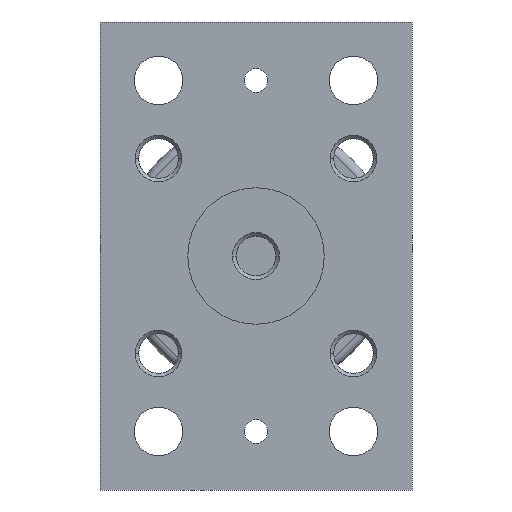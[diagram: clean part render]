
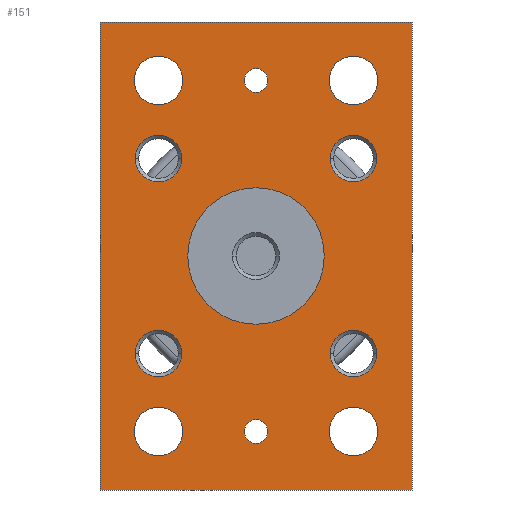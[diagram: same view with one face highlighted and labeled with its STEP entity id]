
A CAD part, left-side view. The second image highlights one B-rep face of the part: STEP entity #151.
In plain terms, the highlighted planar face has unit normal (-1, 0, 0).
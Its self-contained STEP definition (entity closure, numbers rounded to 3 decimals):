
#151=ADVANCED_FACE('',(#359,#360,#361,#362,#363,#364,#365,#366,#367,#368,#369,#370),#371,.F.);
#359=FACE_BOUND('',#591,.T.);
#360=FACE_BOUND('',#592,.T.);
#361=FACE_BOUND('',#593,.T.);
#362=FACE_BOUND('',#594,.T.);
#363=FACE_BOUND('',#595,.T.);
#364=FACE_BOUND('',#596,.T.);
#365=FACE_BOUND('',#597,.T.);
#366=FACE_BOUND('',#598,.T.);
#367=FACE_BOUND('',#599,.T.);
#368=FACE_BOUND('',#600,.T.);
#369=FACE_BOUND('',#601,.T.);
#370=FACE_OUTER_BOUND('',#602,.T.);
#371=PLANE('',#603);
#591=EDGE_LOOP('',(#1350,#1351));
#592=EDGE_LOOP('',(#1352,#1353));
#593=EDGE_LOOP('',(#1354,#1355));
#594=EDGE_LOOP('',(#1356,#1357));
#595=EDGE_LOOP('',(#1358,#1359));
#596=EDGE_LOOP('',(#1360,#1361));
#597=EDGE_LOOP('',(#1362,#1363));
#598=EDGE_LOOP('',(#1364,#1365));
#599=EDGE_LOOP('',(#1366,#1367));
#600=EDGE_LOOP('',(#1368,#1369));
#601=EDGE_LOOP('',(#1370,#1371));
#602=EDGE_LOOP('',(#1372,#1373,#1374,#1375));
#603=AXIS2_PLACEMENT_3D('',#1376,#1377,#1378);
#1350=ORIENTED_EDGE('',*,*,#1621,.T.);
#1351=ORIENTED_EDGE('',*,*,#1620,.T.);
#1352=ORIENTED_EDGE('',*,*,#1616,.T.);
#1353=ORIENTED_EDGE('',*,*,#1623,.T.);
#1354=ORIENTED_EDGE('',*,*,#1606,.T.);
#1355=ORIENTED_EDGE('',*,*,#1627,.T.);
#1356=ORIENTED_EDGE('',*,*,#1596,.T.);
#1357=ORIENTED_EDGE('',*,*,#1631,.T.);
#1358=ORIENTED_EDGE('',*,*,#1586,.T.);
#1359=ORIENTED_EDGE('',*,*,#1635,.T.);
#1360=ORIENTED_EDGE('',*,*,#1639,.T.);
#1361=ORIENTED_EDGE('',*,*,#1576,.T.);
#1362=ORIENTED_EDGE('',*,*,#1641,.T.);
#1363=ORIENTED_EDGE('',*,*,#1572,.T.);
#1364=ORIENTED_EDGE('',*,*,#1643,.T.);
#1365=ORIENTED_EDGE('',*,*,#1568,.T.);
#1366=ORIENTED_EDGE('',*,*,#1645,.T.);
#1367=ORIENTED_EDGE('',*,*,#1564,.T.);
#1368=ORIENTED_EDGE('',*,*,#1647,.T.);
#1369=ORIENTED_EDGE('',*,*,#1560,.T.);
#1370=ORIENTED_EDGE('',*,*,#1649,.T.);
#1371=ORIENTED_EDGE('',*,*,#1556,.T.);
#1372=ORIENTED_EDGE('',*,*,#1661,.T.);
#1373=ORIENTED_EDGE('',*,*,#1657,.F.);
#1374=ORIENTED_EDGE('',*,*,#1659,.F.);
#1375=ORIENTED_EDGE('',*,*,#1653,.F.);
#1376=CARTESIAN_POINT('',(0.0,0.0,0.0));
#1377=DIRECTION('',(1.0,0.0,0.0));
#1378=DIRECTION('',(0.0,0.0,-1.0));
#1556=EDGE_CURVE('',#1892,#1896,#1898,.T.);
#1560=EDGE_CURVE('',#1900,#1904,#1906,.T.);
#1564=EDGE_CURVE('',#1908,#1912,#1914,.T.);
#1568=EDGE_CURVE('',#1916,#1920,#1922,.T.);
#1572=EDGE_CURVE('',#1924,#1928,#1930,.T.);
#1576=EDGE_CURVE('',#1932,#1936,#1938,.T.);
#1586=EDGE_CURVE('',#1952,#1954,#1956,.T.);
#1596=EDGE_CURVE('',#1970,#1972,#1974,.T.);
#1606=EDGE_CURVE('',#1988,#1990,#1992,.T.);
#1616=EDGE_CURVE('',#2006,#2008,#2010,.T.);
#1620=EDGE_CURVE('',#2012,#2016,#2018,.T.);
#1621=EDGE_CURVE('',#2016,#2012,#2019,.T.);
#1623=EDGE_CURVE('',#2008,#2006,#2021,.T.);
#1627=EDGE_CURVE('',#1990,#1988,#2025,.T.);
#1631=EDGE_CURVE('',#1972,#1970,#2029,.T.);
#1635=EDGE_CURVE('',#1954,#1952,#2033,.T.);
#1639=EDGE_CURVE('',#1936,#1932,#2037,.T.);
#1641=EDGE_CURVE('',#1928,#1924,#2039,.T.);
#1643=EDGE_CURVE('',#1920,#1916,#2041,.T.);
#1645=EDGE_CURVE('',#1912,#1908,#2043,.T.);
#1647=EDGE_CURVE('',#1904,#1900,#2045,.T.);
#1649=EDGE_CURVE('',#1896,#1892,#2047,.T.);
#1653=EDGE_CURVE('',#2052,#2054,#2055,.T.);
#1657=EDGE_CURVE('',#2060,#2062,#2063,.T.);
#1659=EDGE_CURVE('',#2054,#2060,#2065,.T.);
#1661=EDGE_CURVE('',#2052,#2062,#2067,.T.);
#1892=VERTEX_POINT('',#2348);
#1896=VERTEX_POINT('',#2353);
#1898=CIRCLE('',#2356,6.25);
#1900=VERTEX_POINT('',#2358);
#1904=VERTEX_POINT('',#2363);
#1906=CIRCLE('',#2366,6.25);
#1908=VERTEX_POINT('',#2368);
#1912=VERTEX_POINT('',#2373);
#1914=CIRCLE('',#2376,6.25);
#1916=VERTEX_POINT('',#2378);
#1920=VERTEX_POINT('',#2383);
#1922=CIRCLE('',#2386,6.25);
#1924=VERTEX_POINT('',#2388);
#1928=VERTEX_POINT('',#2393);
#1930=CIRCLE('',#2396,3.0);
#1932=VERTEX_POINT('',#2398);
#1936=VERTEX_POINT('',#2403);
#1938=CIRCLE('',#2406,3.0);
#1952=VERTEX_POINT('',#2424);
#1954=VERTEX_POINT('',#2427);
#1956=CIRCLE('',#2430,6.0);
#1970=VERTEX_POINT('',#2448);
#1972=VERTEX_POINT('',#2451);
#1974=CIRCLE('',#2454,6.0);
#1988=VERTEX_POINT('',#2472);
#1990=VERTEX_POINT('',#2475);
#1992=CIRCLE('',#2478,6.0);
#2006=VERTEX_POINT('',#2496);
#2008=VERTEX_POINT('',#2499);
#2010=CIRCLE('',#2502,6.0);
#2012=VERTEX_POINT('',#2504);
#2016=VERTEX_POINT('',#2509);
#2018=CIRCLE('',#2512,17.5);
#2019=CIRCLE('',#2513,17.5);
#2021=CIRCLE('',#2515,6.0);
#2025=CIRCLE('',#2519,6.0);
#2029=CIRCLE('',#2523,6.0);
#2033=CIRCLE('',#2527,6.0);
#2037=CIRCLE('',#2531,3.0);
#2039=CIRCLE('',#2533,3.0);
#2041=CIRCLE('',#2535,6.25);
#2043=CIRCLE('',#2537,6.25);
#2045=CIRCLE('',#2539,6.25);
#2047=CIRCLE('',#2541,6.25);
#2052=VERTEX_POINT('',#2547);
#2054=VERTEX_POINT('',#2550);
#2055=LINE('',#2551,#2552);
#2060=VERTEX_POINT('',#2559);
#2062=VERTEX_POINT('',#2562);
#2063=LINE('',#2563,#2564);
#2065=LINE('',#2567,#2568);
#2067=LINE('',#2571,#2572);
#2348=CARTESIAN_POINT('',(0.0,-25.0,-51.25));
#2353=CARTESIAN_POINT('',(0.0,-25.0,-38.75));
#2356=AXIS2_PLACEMENT_3D('',#2894,#2895,#2896);
#2358=CARTESIAN_POINT('',(0.0,-25.0,38.75));
#2363=CARTESIAN_POINT('',(0.0,-25.0,51.25));
#2366=AXIS2_PLACEMENT_3D('',#2902,#2903,#2904);
#2368=CARTESIAN_POINT('',(0.0,25.0,-51.25));
#2373=CARTESIAN_POINT('',(0.0,25.0,-38.75));
#2376=AXIS2_PLACEMENT_3D('',#2910,#2911,#2912);
#2378=CARTESIAN_POINT('',(0.0,25.0,38.75));
#2383=CARTESIAN_POINT('',(0.0,25.0,51.25));
#2386=AXIS2_PLACEMENT_3D('',#2918,#2919,#2920);
#2388=CARTESIAN_POINT('',(0.0,0.,-48.0));
#2393=CARTESIAN_POINT('',(0.0,0.0,-42.0));
#2396=AXIS2_PLACEMENT_3D('',#2926,#2927,#2928);
#2398=CARTESIAN_POINT('',(0.0,0.,42.0));
#2403=CARTESIAN_POINT('',(0.0,0.0,48.0));
#2406=AXIS2_PLACEMENT_3D('',#2934,#2935,#2936);
#2424=CARTESIAN_POINT('',(0.,-19.0,-25.0));
#2427=CARTESIAN_POINT('',(0.0,-31.0,-25.0));
#2430=AXIS2_PLACEMENT_3D('',#2952,#2953,#2954);
#2448=CARTESIAN_POINT('',(0.,-19.0,25.0));
#2451=CARTESIAN_POINT('',(0.0,-31.0,25.0));
#2454=AXIS2_PLACEMENT_3D('',#2970,#2971,#2972);
#2472=CARTESIAN_POINT('',(0.,31.0,-25.0));
#2475=CARTESIAN_POINT('',(0.0,19.0,-25.0));
#2478=AXIS2_PLACEMENT_3D('',#2988,#2989,#2990);
#2496=CARTESIAN_POINT('',(0.,31.0,25.0));
#2499=CARTESIAN_POINT('',(0.0,19.0,25.0));
#2502=AXIS2_PLACEMENT_3D('',#3006,#3007,#3008);
#2504=CARTESIAN_POINT('',(0.0,0.,-17.5));
#2509=CARTESIAN_POINT('',(0.0,0.0,17.5));
#2512=AXIS2_PLACEMENT_3D('',#3014,#3015,#3016);
#2513=AXIS2_PLACEMENT_3D('',#3017,#3018,#3019);
#2515=AXIS2_PLACEMENT_3D('',#3023,#3024,#3025);
#2519=AXIS2_PLACEMENT_3D('',#3035,#3036,#3037);
#2523=AXIS2_PLACEMENT_3D('',#3047,#3048,#3049);
#2527=AXIS2_PLACEMENT_3D('',#3059,#3060,#3061);
#2531=AXIS2_PLACEMENT_3D('',#3071,#3072,#3073);
#2533=AXIS2_PLACEMENT_3D('',#3077,#3078,#3079);
#2535=AXIS2_PLACEMENT_3D('',#3083,#3084,#3085);
#2537=AXIS2_PLACEMENT_3D('',#3089,#3090,#3091);
#2539=AXIS2_PLACEMENT_3D('',#3095,#3096,#3097);
#2541=AXIS2_PLACEMENT_3D('',#3101,#3102,#3103);
#2547=CARTESIAN_POINT('',(0.0,40.0,60.0));
#2550=CARTESIAN_POINT('',(0.0,-40.0,60.0));
#2551=CARTESIAN_POINT('',(0.0,0.0,60.0));
#2552=VECTOR('',#3109,1.0);
#2559=CARTESIAN_POINT('',(0.0,-40.0,-60.0));
#2562=CARTESIAN_POINT('',(0.0,40.0,-60.0));
#2563=CARTESIAN_POINT('',(0.0,0.0,-60.0));
#2564=VECTOR('',#3113,1.0);
#2567=CARTESIAN_POINT('',(0.0,-40.0,0.0));
#2568=VECTOR('',#3115,1.0);
#2571=CARTESIAN_POINT('',(0.0,40.0,0.0));
#2572=VECTOR('',#3117,1.0);
#2894=CARTESIAN_POINT('',(0.0,-25.0,-45.0));
#2895=DIRECTION('',(1.0,0.0,0.0));
#2896=DIRECTION('',(0.0,0.0,-1.0));
#2902=CARTESIAN_POINT('',(0.0,-25.0,45.0));
#2903=DIRECTION('',(1.0,0.0,0.0));
#2904=DIRECTION('',(0.0,0.0,-1.0));
#2910=CARTESIAN_POINT('',(0.0,25.0,-45.0));
#2911=DIRECTION('',(1.0,0.0,0.0));
#2912=DIRECTION('',(0.0,0.0,-1.0));
#2918=CARTESIAN_POINT('',(0.0,25.0,45.0));
#2919=DIRECTION('',(1.0,0.0,0.0));
#2920=DIRECTION('',(0.0,0.0,-1.0));
#2926=CARTESIAN_POINT('',(0.0,0.0,-45.0));
#2927=DIRECTION('',(1.0,0.0,0.0));
#2928=DIRECTION('',(0.0,0.0,-1.0));
#2934=CARTESIAN_POINT('',(0.0,0.0,45.0));
#2935=DIRECTION('',(1.0,0.0,0.0));
#2936=DIRECTION('',(0.0,0.0,-1.0));
#2952=CARTESIAN_POINT('',(0.0,-25.0,-25.0));
#2953=DIRECTION('',(1.0,0.0,0.0));
#2954=DIRECTION('',(0.0,1.0,0.0));
#2970=CARTESIAN_POINT('',(0.0,-25.0,25.0));
#2971=DIRECTION('',(1.0,0.0,0.0));
#2972=DIRECTION('',(0.0,1.0,0.0));
#2988=CARTESIAN_POINT('',(0.0,25.0,-25.0));
#2989=DIRECTION('',(1.0,0.0,0.0));
#2990=DIRECTION('',(0.0,1.0,0.0));
#3006=CARTESIAN_POINT('',(0.0,25.0,25.0));
#3007=DIRECTION('',(1.0,0.0,0.0));
#3008=DIRECTION('',(0.0,1.0,0.0));
#3014=CARTESIAN_POINT('',(0.0,0.0,0.0));
#3015=DIRECTION('',(1.0,0.0,0.0));
#3016=DIRECTION('',(0.0,0.0,-1.0));
#3017=CARTESIAN_POINT('',(0.0,0.0,0.0));
#3018=DIRECTION('',(1.0,0.0,0.0));
#3019=DIRECTION('',(0.0,0.0,-1.0));
#3023=CARTESIAN_POINT('',(0.0,25.0,25.0));
#3024=DIRECTION('',(1.0,0.0,0.0));
#3025=DIRECTION('',(0.0,1.0,0.0));
#3035=CARTESIAN_POINT('',(0.0,25.0,-25.0));
#3036=DIRECTION('',(1.0,0.0,0.0));
#3037=DIRECTION('',(0.0,1.0,0.0));
#3047=CARTESIAN_POINT('',(0.0,-25.0,25.0));
#3048=DIRECTION('',(1.0,0.0,0.0));
#3049=DIRECTION('',(0.0,1.0,0.0));
#3059=CARTESIAN_POINT('',(0.0,-25.0,-25.0));
#3060=DIRECTION('',(1.0,0.0,0.0));
#3061=DIRECTION('',(0.0,1.0,0.0));
#3071=CARTESIAN_POINT('',(0.0,0.0,45.0));
#3072=DIRECTION('',(1.0,0.0,0.0));
#3073=DIRECTION('',(0.0,0.0,-1.0));
#3077=CARTESIAN_POINT('',(0.0,0.0,-45.0));
#3078=DIRECTION('',(1.0,0.0,0.0));
#3079=DIRECTION('',(0.0,0.0,-1.0));
#3083=CARTESIAN_POINT('',(0.0,25.0,45.0));
#3084=DIRECTION('',(1.0,0.0,0.0));
#3085=DIRECTION('',(0.0,0.0,-1.0));
#3089=CARTESIAN_POINT('',(0.0,25.0,-45.0));
#3090=DIRECTION('',(1.0,0.0,0.0));
#3091=DIRECTION('',(0.0,0.0,-1.0));
#3095=CARTESIAN_POINT('',(0.0,-25.0,45.0));
#3096=DIRECTION('',(1.0,0.0,0.0));
#3097=DIRECTION('',(0.0,0.0,-1.0));
#3101=CARTESIAN_POINT('',(0.0,-25.0,-45.0));
#3102=DIRECTION('',(1.0,0.0,0.0));
#3103=DIRECTION('',(0.0,0.0,-1.0));
#3109=DIRECTION('',(0.0,-1.0,0.0));
#3113=DIRECTION('',(0.0,1.0,0.0));
#3115=DIRECTION('',(0.0,0.0,-1.0));
#3117=DIRECTION('',(0.0,0.0,-1.0));
